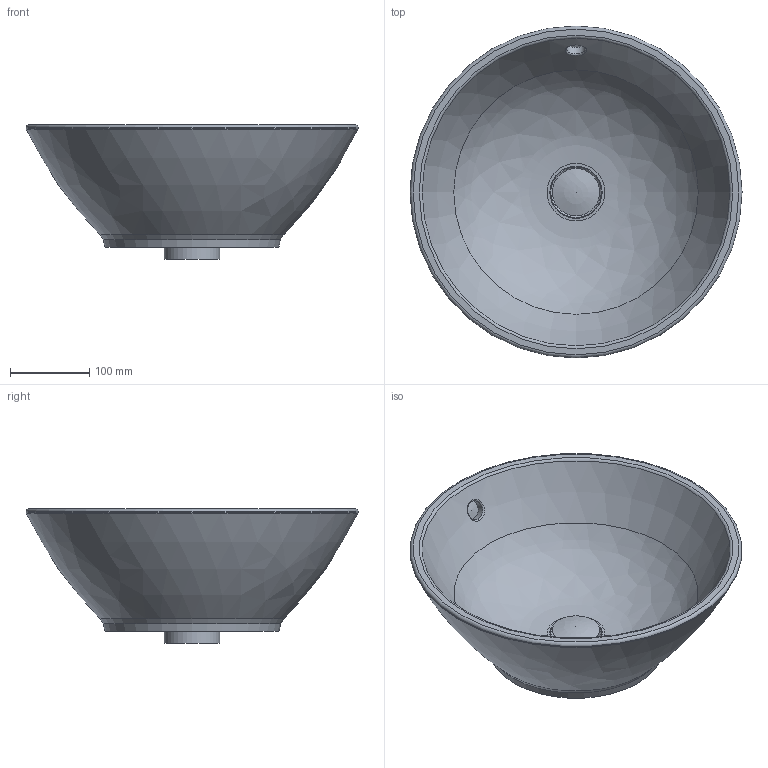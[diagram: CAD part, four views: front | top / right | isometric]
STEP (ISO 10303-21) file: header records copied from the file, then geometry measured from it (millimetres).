
FILE_DESCRIPTION((''),'2;1');
FILE_NAME('032542.stp','2008-02-05T11:52:44',('Huebner'),(''),'Autodesk Inventor 11','Autodesk Inventor 11','');
FILE_SCHEMA(('AUTOMOTIVE_DESIGN { 1 0 10303 214 1 1 1 1 }'));
Length unit declared in the file: millimetre
Products named in the file (4): 032542; Bacino_032542; Kelch; Stopfen
Assembly tree (3 placements, depth 2):
  032542
    Bacino_032542
    Kelch
    Stopfen
Bounding box: 420 x 420 x 170 mm (x, y, z)
Volume: 3668601.7 mm3; surface area: 468495.3 mm2
Topology: 3 solids, 3 shells, 60 faces, 134 edges, 85 vertices
Faces by surface type: cylinder 21, plane 19, torus 9, bspline 7, cone 4
Full cylindrical faces by diameter (mm): 15 x2, 24 x1, 42 x1, 44 x1, 52 x1, 60 x1, 70 x1, 420 x1
Entity records: 2857 total; most frequent: CARTESIAN_POINT 1529, DIRECTION 276, ORIENTED_EDGE 212, AXIS2_PLACEMENT_3D 120, EDGE_CURVE 106, EDGE_LOOP 93, VERTEX_POINT 81, CIRCLE 60
